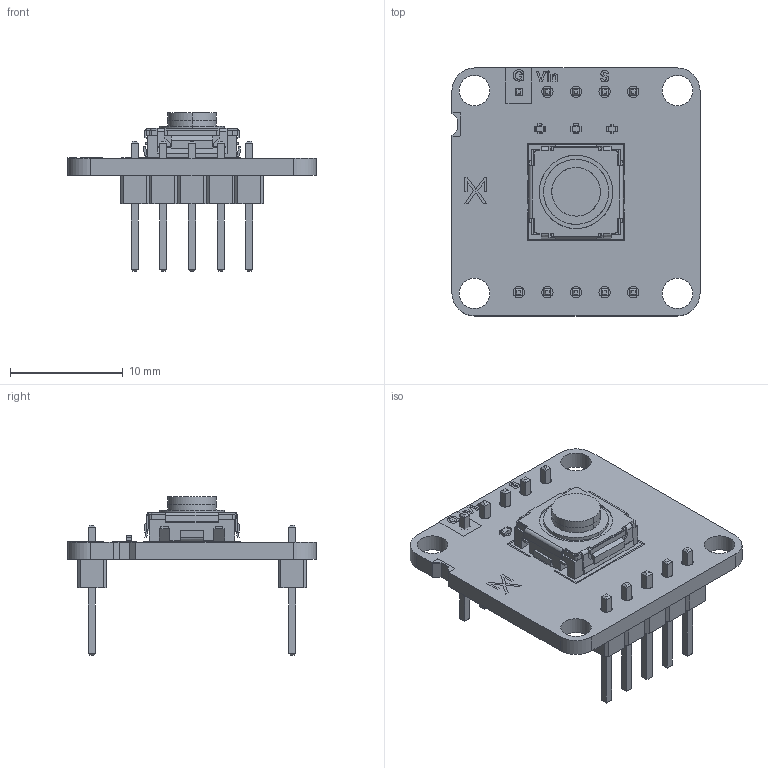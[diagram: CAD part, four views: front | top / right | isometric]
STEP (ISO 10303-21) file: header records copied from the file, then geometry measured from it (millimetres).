
FILE_DESCRIPTION(('KiCad electronic assembly'),'2;1');
FILE_NAME('STP_AX22_0007.step','2025-07-07T19:26:03',('Pcbnew'),('Kicad' ),'Open CASCADE STEP processor 7.8','KiCad to STEP converter', 'Unknown');
FILE_SCHEMA(('AUTOMOTIVE_DESIGN { 1 0 10303 214 1 1 1 1 }'));
Length unit declared in the file: millimetre
Products named in the file (7): STP_AX22_0007 1; SKSTAAE010; R_0402_1005Metric; C_0402_1005Metric; PinHeader_1x05_P2.54mm_Vertical; AX22_Push Button_silkscreen; AX22_Push Button_PCB
Assembly tree (8 placements, depth 2):
  STP_AX22_0007 1
    SKSTAAE010
    R_0402_1005Metric  x2
    C_0402_1005Metric
    PinHeader_1x05_P2.54mm_Vertical  x2
    AX22_Push Button_silkscreen
    AX22_Push Button_PCB
Bounding box: 22 x 22 x 14.09 mm (x, y, z)
Volume: 1052.7 mm3; surface area: 1976.8 mm2
Topology: 7 solids, 47 shells, 614 faces, 2515 edges, 1972 vertices
Faces by surface type: plane 531, cylinder 83
Full cylindrical faces by diameter (mm): 1 x10, 2.7 x4
Entity records: 25483 total; most frequent: CARTESIAN_POINT 5187, ORIENTED_EDGE 3298, DIRECTION 3195, EDGE_CURVE 2151, LINE 1819, VECTOR 1819, VERTEX_POINT 1744, AXIS2_PLACEMENT_3D 688
